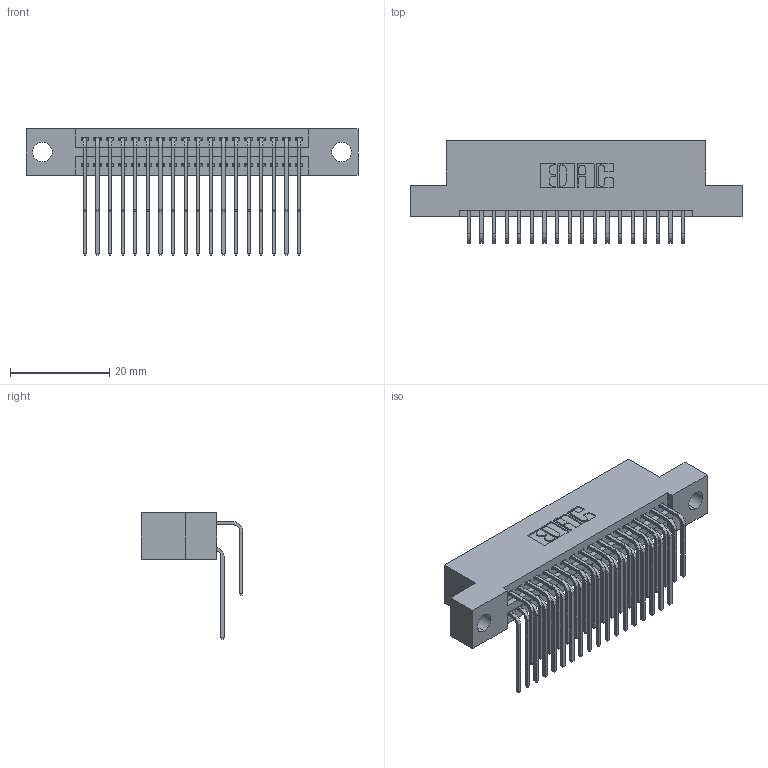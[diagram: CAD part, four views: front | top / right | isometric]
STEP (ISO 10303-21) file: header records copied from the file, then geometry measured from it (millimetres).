
FILE_DESCRIPTION (( 'STEP AP203' ), '1' );
FILE_NAME ('345-036-559-204.STEP', '2021-05-20T00:35:02', ( '' ), ( '' ), 'SwSTEP 2.0', 'SolidWorks 2020', '' );
FILE_SCHEMA (( 'CONFIG_CONTROL_DESIGN' ));
Length unit declared in the file: inch
Products named in the file (4): 345-292-001_558 559 Tail - 1; 345-036-559-204; 345-292-001_559 Tail - 2; 345 Part_Flush Mounting Lugs - 0.156 Dia-TI
Assembly tree (37 placements, depth 2):
  345-036-559-204
    345 Part_Flush Mounting Lugs - 0.156 Dia-TI
    345-292-001_558 559 Tail - 1  x18
    345-292-001_559 Tail - 2  x18
Bounding box: 66.93 x 20.56 x 25.53 mm (x, y, z)
Volume: 6380.5 mm3; surface area: 9794.8 mm2
Topology: 37 solids, 37 shells, 2012 faces, 5957 edges, 3922 vertices
Faces by surface type: plane 1354, cylinder 658
Entity records: 19425 total; most frequent: CARTESIAN_POINT 3329, ORIENTED_EDGE 3210, DIRECTION 2937, EDGE_CURVE 1605, VECTOR 1361, LINE 1361, VERTEX_POINT 1066, AXIS2_PLACEMENT_3D 788
